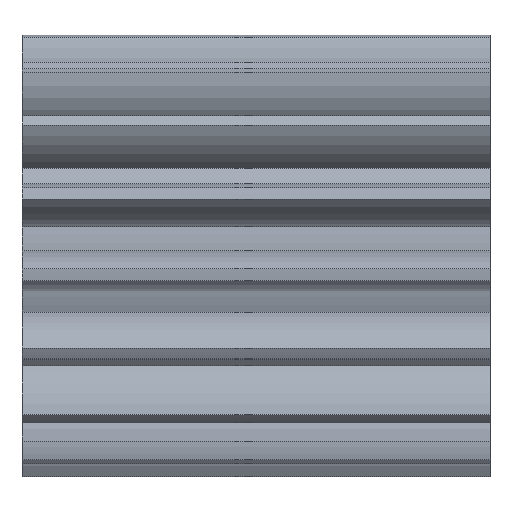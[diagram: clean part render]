
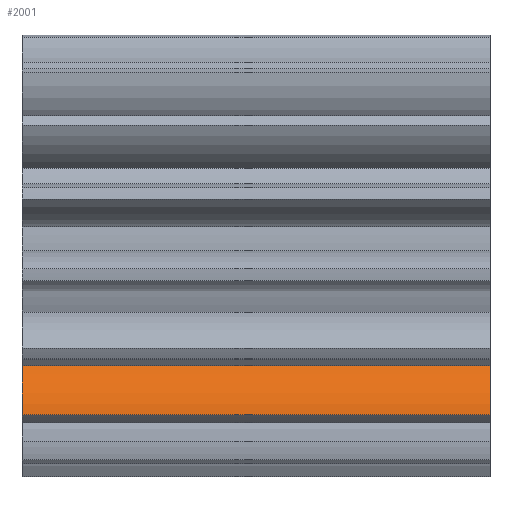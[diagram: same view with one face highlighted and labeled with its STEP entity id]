
A CAD part, top view. The second image highlights one B-rep face of the part: STEP entity #2001.
In plain terms, the highlighted cylindrical face has radius 30.6 mm (diameter 61.2 mm), a partial arc.
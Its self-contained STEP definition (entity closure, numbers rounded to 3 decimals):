
#15 = DIRECTION ( 'NONE',  ( -1., 0., 0. ) ) ;
#168 = CARTESIAN_POINT ( 'NONE',  ( 0., -61.634, 59.258 ) ) ;
#173 = VERTEX_POINT ( 'NONE', #168 ) ;
#202 = CARTESIAN_POINT ( 'NONE',  ( 180., -42.863, 49.196 ) ) ;
#278 = AXIS2_PLACEMENT_3D ( 'NONE', #1849, #2694, #1448 ) ;
#365 = EDGE_CURVE ( 'NONE', #173, #2469, #1273, .T. ) ;
#435 = ORIENTED_EDGE ( 'NONE', *, *, #1855, .T. ) ;
#561 = VECTOR ( 'NONE', #1133, 1000. ) ;
#611 = EDGE_CURVE ( 'NONE', #1249, #798, #2092, .T. ) ;
#626 = EDGE_LOOP ( 'NONE', ( #2481, #1117, #1796, #435 ) ) ;
#634 = FACE_OUTER_BOUND ( 'NONE', #626, .T. ) ;
#714 = AXIS2_PLACEMENT_3D ( 'NONE', #2515, #15, #1467 ) ;
#798 = VERTEX_POINT ( 'NONE', #2584 ) ;
#813 = CIRCLE ( 'NONE', #2560, 30.6 ) ;
#818 = CARTESIAN_POINT ( 'NONE',  ( 180., -42.863, 49.196 ) ) ;
#1117 = ORIENTED_EDGE ( 'NONE', *, *, #2183, .T. ) ;
#1133 = DIRECTION ( 'NONE',  ( 1., 0., 0. ) ) ;
#1147 = CARTESIAN_POINT ( 'NONE',  ( 90., -61.634, 59.258 ) ) ;
#1249 = VERTEX_POINT ( 'NONE', #818 ) ;
#1273 = LINE ( 'NONE', #1147, #561 ) ;
#1427 = CARTESIAN_POINT ( 'NONE',  ( 0., -65.802, 28.944 ) ) ;
#1448 = DIRECTION ( 'NONE',  ( 0., 0.798, 0.603 ) ) ;
#1454 = CYLINDRICAL_SURFACE ( 'NONE', #714, 30.6 ) ;
#1467 = DIRECTION ( 'NONE',  ( 0., 0., 1. ) ) ;
#1546 = CIRCLE ( 'NONE', #278, 30.6 ) ;
#1702 = VECTOR ( 'NONE', #1853, 1000. ) ;
#1776 = CARTESIAN_POINT ( 'NONE',  ( 180., -61.634, 59.258 ) ) ;
#1796 = ORIENTED_EDGE ( 'NONE', *, *, #611, .T. ) ;
#1849 = CARTESIAN_POINT ( 'NONE',  ( 180., -65.802, 28.944 ) ) ;
#1853 = DIRECTION ( 'NONE',  ( -1., 0., 0. ) ) ;
#1855 = EDGE_CURVE ( 'NONE', #798, #173, #813, .T. ) ;
#2001 = ADVANCED_FACE ( 'NONE', ( #634 ), #1454, .T. ) ;
#2092 = LINE ( 'NONE', #202, #1702 ) ;
#2183 = EDGE_CURVE ( 'NONE', #2469, #1249, #1546, .T. ) ;
#2231 = DIRECTION ( 'NONE',  ( 0., 0., -1. ) ) ;
#2265 = DIRECTION ( 'NONE',  ( 1., 0., 0. ) ) ;
#2469 = VERTEX_POINT ( 'NONE', #1776 ) ;
#2481 = ORIENTED_EDGE ( 'NONE', *, *, #365, .T. ) ;
#2515 = CARTESIAN_POINT ( 'NONE',  ( 180., -65.802, 28.944 ) ) ;
#2560 = AXIS2_PLACEMENT_3D ( 'NONE', #1427, #2265, #2231 ) ;
#2584 = CARTESIAN_POINT ( 'NONE',  ( 0., -42.863, 49.196 ) ) ;
#2694 = DIRECTION ( 'NONE',  ( -1., 0., 0. ) ) ;
